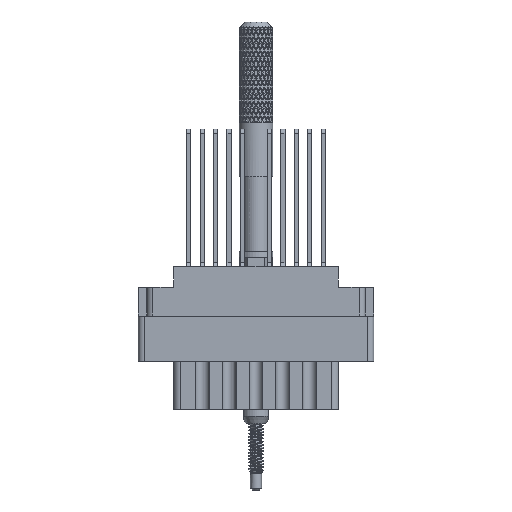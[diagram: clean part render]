
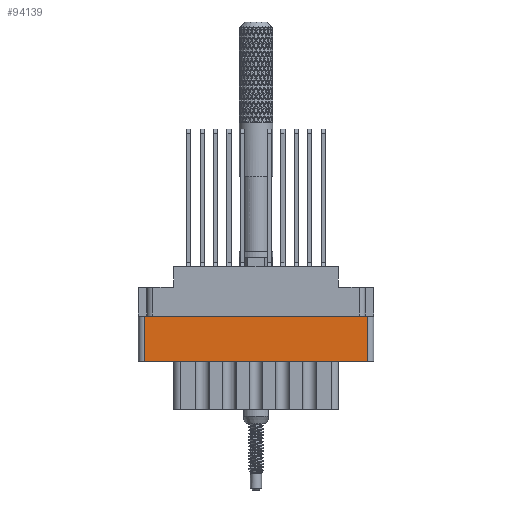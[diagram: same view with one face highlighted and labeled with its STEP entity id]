
A CAD part, front view. The second image highlights one B-rep face of the part: STEP entity #94139.
In plain terms, the highlighted planar face has unit normal (0, -1, 0).
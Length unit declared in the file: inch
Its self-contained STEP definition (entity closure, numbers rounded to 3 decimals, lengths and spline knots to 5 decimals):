
#23272 = CARTESIAN_POINT ( 'NONE',  ( -0.624, -0.343, -0.798 ) ) ;
#24515 = VECTOR ( 'NONE', #126506, 39.37008 ) ;
#30811 = CARTESIAN_POINT ( 'NONE',  ( 0., -0.343, -0.529 ) ) ;
#39494 = CARTESIAN_POINT ( 'NONE',  ( 0.624, -0.343, -0.529 ) ) ;
#41339 = AXIS2_PLACEMENT_3D ( 'NONE', #133130, #176292, #150197 ) ;
#51945 = CARTESIAN_POINT ( 'NONE',  ( 0.624, -0.343, -0.277 ) ) ;
#52455 = DIRECTION ( 'NONE',  ( 0., 0., -1. ) ) ;
#56676 = EDGE_CURVE ( 'NONE', #64475, #178389, #161741, .T. ) ;
#57413 = EDGE_CURVE ( 'NONE', #133277, #178389, #132288, .T. ) ;
#59102 = EDGE_CURVE ( 'NONE', #64475, #143650, #100441, .T. ) ;
#64280 = EDGE_LOOP ( 'NONE', ( #112889, #66318, #65230, #99519 ) ) ;
#64463 = VECTOR ( 'NONE', #89065, 39.37008 ) ;
#64475 = VERTEX_POINT ( 'NONE', #133484 ) ;
#65230 = ORIENTED_EDGE ( 'NONE', *, *, #57413, .F. ) ;
#66318 = ORIENTED_EDGE ( 'NONE', *, *, #56676, .T. ) ;
#72205 = LINE ( 'NONE', #82901, #24515 ) ;
#82285 = VECTOR ( 'NONE', #98664, 39.37008 ) ;
#82901 = CARTESIAN_POINT ( 'NONE',  ( 0.624, -0.343, -0.798 ) ) ;
#84819 = VECTOR ( 'NONE', #52455, 39.37008 ) ;
#89065 = DIRECTION ( 'NONE',  ( -1., 0., 0. ) ) ;
#89537 = PLANE ( 'NONE',  #41339 ) ;
#94139 = ADVANCED_FACE ( 'NONE', ( #137432 ), #89537, .T. ) ;
#98664 = DIRECTION ( 'NONE',  ( 1., 0., 0. ) ) ;
#99519 = ORIENTED_EDGE ( 'NONE', *, *, #135375, .T. ) ;
#100441 = LINE ( 'NONE', #127100, #82285 ) ;
#112889 = ORIENTED_EDGE ( 'NONE', *, *, #59102, .F. ) ;
#126506 = DIRECTION ( 'NONE',  ( 0., 0., 1. ) ) ;
#127100 = CARTESIAN_POINT ( 'NONE',  ( 0., -0.343, -0.277 ) ) ;
#132288 = LINE ( 'NONE', #30811, #64463 ) ;
#133130 = CARTESIAN_POINT ( 'NONE',  ( -0.656, -0.343, -0.798 ) ) ;
#133277 = VERTEX_POINT ( 'NONE', #39494 ) ;
#133484 = CARTESIAN_POINT ( 'NONE',  ( -0.624, -0.343, -0.277 ) ) ;
#135375 = EDGE_CURVE ( 'NONE', #133277, #143650, #72205, .T. ) ;
#137432 = FACE_OUTER_BOUND ( 'NONE', #64280, .T. ) ;
#143650 = VERTEX_POINT ( 'NONE', #51945 ) ;
#150197 = DIRECTION ( 'NONE',  ( 0., 0., -1. ) ) ;
#161741 = LINE ( 'NONE', #23272, #84819 ) ;
#172858 = CARTESIAN_POINT ( 'NONE',  ( -0.624, -0.343, -0.529 ) ) ;
#176292 = DIRECTION ( 'NONE',  ( 0., -1., 0. ) ) ;
#178389 = VERTEX_POINT ( 'NONE', #172858 ) ;
